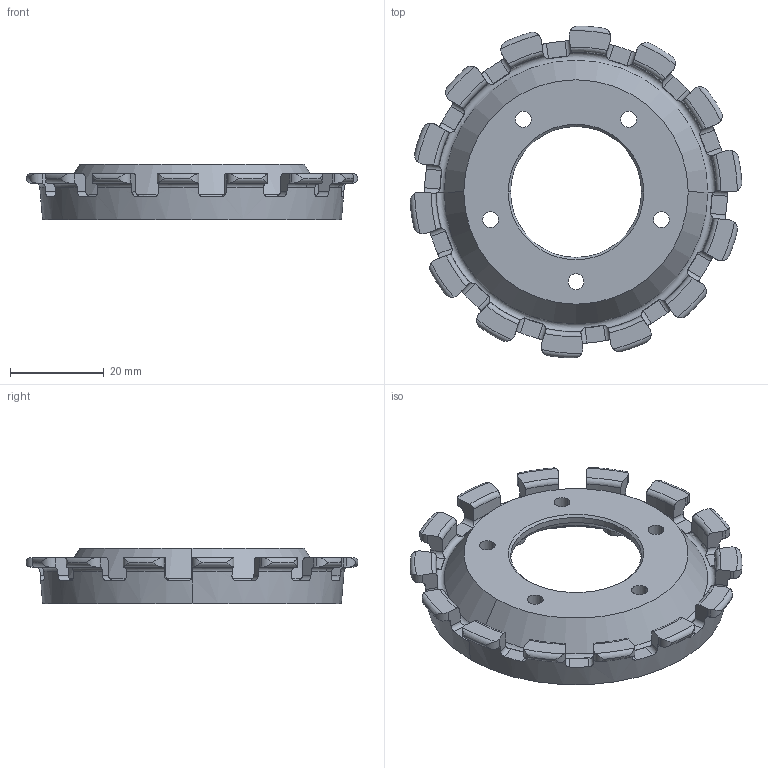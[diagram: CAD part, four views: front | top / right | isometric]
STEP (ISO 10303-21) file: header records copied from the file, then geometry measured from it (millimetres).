
FILE_DESCRIPTION (( 'STEP AP214' ), '1' );
FILE_NAME ('injection-outwheel-retainer-FINAL.STEP', '2017-07-10T03:30:31', ( '' ), ( '' ), 'SwSTEP 2.0', 'SolidWorks 2017', '' );
FILE_SCHEMA (( 'AUTOMOTIVE_DESIGN' ));
Length unit declared in the file: millimetre
Products named in the file (1): injection-outwheel-retainer-FINAL
Bounding box: 70.87 x 70.99 x 11.85 mm (x, y, z)
Volume: 16691.2 mm3; surface area: 9905.8 mm2
Topology: 1 solids, 1 shells, 324 faces, 900 edges, 592 vertices
Faces by surface type: plane 116, cylinder 113, torus 62, cone 33
Entity records: 12452 total; most frequent: CARTESIAN_POINT 4467, ORIENTED_EDGE 1800, DIRECTION 1520, EDGE_CURVE 900, AXIS2_PLACEMENT_3D 633, VERTEX_POINT 592, EDGE_LOOP 350, B_SPLINE_CURVE_WITH_KNOTS 338
